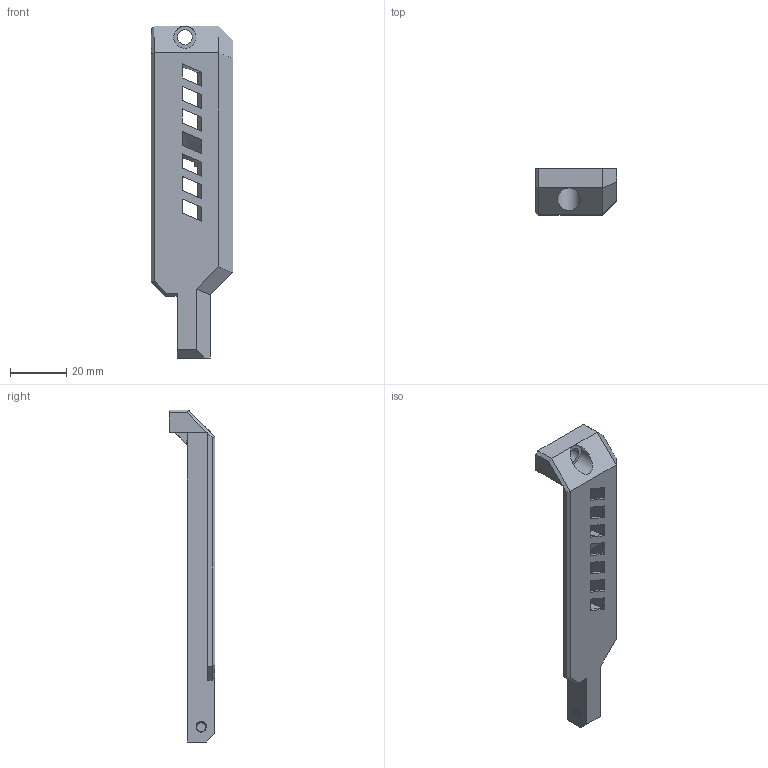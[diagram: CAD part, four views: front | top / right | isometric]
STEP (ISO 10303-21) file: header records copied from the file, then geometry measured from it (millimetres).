
FILE_DESCRIPTION(/* description */ (''),/* implementation_level */ '2;1');
FILE_NAME(/* name */ 'Frame_left_Aluminum.step',/* time_stamp */ '2022-10-14T19:27:34+03:00',/* author */ (''),/* organization */ (''),/* preprocessor_version */ 'ST-DEVELOPER v19',/* originating_system */ 'Autodesk Translation Framework v11.7.0.108',/* authorisation */ '');
FILE_SCHEMA (('AUTOMOTIVE_DESIGN { 1 0 10303 214 3 1 1 }'));
Length unit declared in the file: millimetre
Products named in the file (1): iykujhfaegsrdgfhjk
Bounding box: 29 x 16.33 x 117.98 mm (x, y, z)
Volume: 15584.3 mm3; surface area: 11290.6 mm2
Topology: 1 solids, 1 shells, 130 faces, 360 edges, 228 vertices
Faces by surface type: plane 88, cylinder 26, bspline 16
Full cylindrical faces by diameter (mm): 3.332 x6, 4.109 x2, 5.3 x1
Entity records: 5847 total; most frequent: CARTESIAN_POINT 2644, ORIENTED_EDGE 720, DIRECTION 521, EDGE_CURVE 360, LINE 275, VECTOR 275, VERTEX_POINT 228, EDGE_LOOP 142
